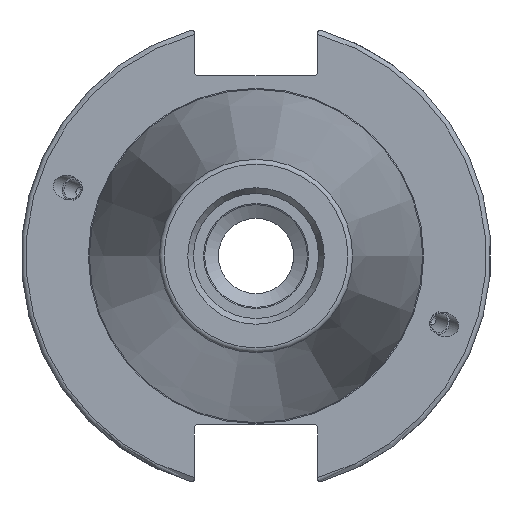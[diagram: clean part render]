
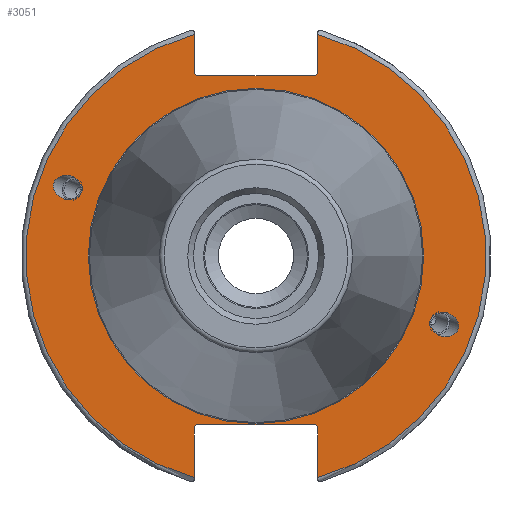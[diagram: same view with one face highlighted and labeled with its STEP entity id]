
A CAD part, left-side view. The second image highlights one B-rep face of the part: STEP entity #3051.
In plain terms, the highlighted planar face has unit normal (-1, 0, 0).
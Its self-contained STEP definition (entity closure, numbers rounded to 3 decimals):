
#49=ELLIPSE('',#3309,3.052,2.5);
#50=ELLIPSE('',#3348,3.052,2.5);
#86=PLANE('',#3367);
#184=FACE_BOUND('',#516,.T.);
#185=FACE_BOUND('',#517,.T.);
#186=FACE_BOUND('',#518,.T.);
#331=FACE_OUTER_BOUND('',#515,.T.);
#515=EDGE_LOOP('',(#2278,#2279,#2280,#2281,#2282,#2283,#2284,#2285,#2286,
#2287,#2288,#2289));
#516=EDGE_LOOP('',(#2290));
#517=EDGE_LOOP('',(#2291));
#518=EDGE_LOOP('',(#2292,#2293));
#700=LINE('',#5176,#886);
#701=LINE('',#5178,#887);
#702=LINE('',#5180,#888);
#703=LINE('',#5182,#889);
#704=LINE('',#5184,#890);
#705=LINE('',#5188,#891);
#706=LINE('',#5190,#892);
#707=LINE('',#5192,#893);
#708=LINE('',#5194,#894);
#709=LINE('',#5195,#895);
#886=VECTOR('',#3897,10.);
#887=VECTOR('',#3898,10.);
#888=VECTOR('',#3899,10.);
#889=VECTOR('',#3900,10.);
#890=VECTOR('',#3901,10.);
#891=VECTOR('',#3904,10.);
#892=VECTOR('',#3905,10.);
#893=VECTOR('',#3906,10.);
#894=VECTOR('',#3907,10.);
#895=VECTOR('',#3908,10.);
#1103=CIRCLE('',#3363,35.125);
#1104=CIRCLE('',#3364,35.125);
#1107=CIRCLE('',#3368,48.213);
#1108=CIRCLE('',#3369,48.213);
#1278=VERTEX_POINT('',#4866);
#1321=VERTEX_POINT('',#5135);
#1330=VERTEX_POINT('',#5163);
#1331=VERTEX_POINT('',#5165);
#1333=VERTEX_POINT('',#5172);
#1334=VERTEX_POINT('',#5173);
#1335=VERTEX_POINT('',#5175);
#1336=VERTEX_POINT('',#5177);
#1337=VERTEX_POINT('',#5179);
#1338=VERTEX_POINT('',#5181);
#1339=VERTEX_POINT('',#5183);
#1340=VERTEX_POINT('',#5185);
#1341=VERTEX_POINT('',#5187);
#1342=VERTEX_POINT('',#5189);
#1343=VERTEX_POINT('',#5191);
#1344=VERTEX_POINT('',#5193);
#1618=EDGE_CURVE('',#1278,#1278,#49,.T.);
#1674=EDGE_CURVE('',#1321,#1321,#50,.T.);
#1687=EDGE_CURVE('',#1330,#1331,#1103,.T.);
#1688=EDGE_CURVE('',#1331,#1330,#1104,.T.);
#1691=EDGE_CURVE('',#1333,#1334,#1107,.T.);
#1692=EDGE_CURVE('',#1333,#1335,#700,.T.);
#1693=EDGE_CURVE('',#1336,#1335,#701,.T.);
#1694=EDGE_CURVE('',#1336,#1337,#702,.T.);
#1695=EDGE_CURVE('',#1338,#1337,#703,.T.);
#1696=EDGE_CURVE('',#1338,#1339,#704,.T.);
#1697=EDGE_CURVE('',#1340,#1339,#1108,.T.);
#1698=EDGE_CURVE('',#1340,#1341,#705,.T.);
#1699=EDGE_CURVE('',#1342,#1341,#706,.T.);
#1700=EDGE_CURVE('',#1342,#1343,#707,.T.);
#1701=EDGE_CURVE('',#1344,#1343,#708,.T.);
#1702=EDGE_CURVE('',#1344,#1334,#709,.T.);
#2278=ORIENTED_EDGE('',*,*,#1691,.F.);
#2279=ORIENTED_EDGE('',*,*,#1692,.T.);
#2280=ORIENTED_EDGE('',*,*,#1693,.F.);
#2281=ORIENTED_EDGE('',*,*,#1694,.T.);
#2282=ORIENTED_EDGE('',*,*,#1695,.F.);
#2283=ORIENTED_EDGE('',*,*,#1696,.T.);
#2284=ORIENTED_EDGE('',*,*,#1697,.F.);
#2285=ORIENTED_EDGE('',*,*,#1698,.T.);
#2286=ORIENTED_EDGE('',*,*,#1699,.F.);
#2287=ORIENTED_EDGE('',*,*,#1700,.T.);
#2288=ORIENTED_EDGE('',*,*,#1701,.F.);
#2289=ORIENTED_EDGE('',*,*,#1702,.T.);
#2290=ORIENTED_EDGE('',*,*,#1618,.T.);
#2291=ORIENTED_EDGE('',*,*,#1674,.T.);
#2292=ORIENTED_EDGE('',*,*,#1688,.F.);
#2293=ORIENTED_EDGE('',*,*,#1687,.F.);
#3051=ADVANCED_FACE('',(#331,#184,#185,#186),#86,.T.);
#3309=AXIS2_PLACEMENT_3D('',#4868,#3757,#3758);
#3348=AXIS2_PLACEMENT_3D('',#5137,#3851,#3852);
#3363=AXIS2_PLACEMENT_3D('',#5166,#3885,#3886);
#3364=AXIS2_PLACEMENT_3D('',#5167,#3887,#3888);
#3367=AXIS2_PLACEMENT_3D('',#5171,#3893,#3894);
#3368=AXIS2_PLACEMENT_3D('',#5174,#3895,#3896);
#3369=AXIS2_PLACEMENT_3D('',#5186,#3902,#3903);
#3757=DIRECTION('center_axis',(1.,0.,0.));
#3758=DIRECTION('ref_axis',(0.,-0.94,-0.342));
#3851=DIRECTION('center_axis',(1.,0.,0.));
#3852=DIRECTION('ref_axis',(0.,0.94,0.342));
#3885=DIRECTION('center_axis',(-1.,0.,0.));
#3886=DIRECTION('ref_axis',(0.,-1.,0.));
#3887=DIRECTION('center_axis',(-1.,0.,0.));
#3888=DIRECTION('ref_axis',(0.,-1.,0.));
#3893=DIRECTION('center_axis',(-1.,0.,0.));
#3894=DIRECTION('ref_axis',(0.,0.,1.));
#3895=DIRECTION('center_axis',(1.,0.,0.));
#3896=DIRECTION('ref_axis',(0.,-1.,0.));
#3897=DIRECTION('',(0.,0.,-1.));
#3898=DIRECTION('',(0.,-0.707,0.707));
#3899=DIRECTION('',(0.,1.,0.));
#3900=DIRECTION('',(0.,-0.707,-0.707));
#3901=DIRECTION('',(0.,0.,1.));
#3902=DIRECTION('center_axis',(1.,0.,0.));
#3903=DIRECTION('ref_axis',(0.,1.,0.));
#3904=DIRECTION('',(0.,0.,1.));
#3905=DIRECTION('',(0.,0.707,-0.707));
#3906=DIRECTION('',(0.,-1.,0.));
#3907=DIRECTION('',(0.,0.707,0.707));
#3908=DIRECTION('',(0.,0.,-1.));
#4866=CARTESIAN_POINT('',(3.175,-36.599,-13.321));
#4868=CARTESIAN_POINT('Origin',(3.175,-39.467,-14.365));
#5135=CARTESIAN_POINT('',(3.175,36.599,13.321));
#5137=CARTESIAN_POINT('Origin',(3.175,39.467,14.365));
#5163=CARTESIAN_POINT('',(3.175,0.,35.125));
#5165=CARTESIAN_POINT('',(3.175,35.125,0.));
#5166=CARTESIAN_POINT('Origin',(3.175,0.,0.));
#5167=CARTESIAN_POINT('Origin',(3.175,0.,0.));
#5171=CARTESIAN_POINT('Origin',(3.175,49.213,0.));
#5172=CARTESIAN_POINT('',(3.175,-12.95,46.441));
#5173=CARTESIAN_POINT('',(3.175,-12.95,-46.441));
#5174=CARTESIAN_POINT('Origin',(3.175,0.,0.));
#5175=CARTESIAN_POINT('',(3.175,-12.95,38.219));
#5176=CARTESIAN_POINT('',(3.175,-12.95,18.86));
#5177=CARTESIAN_POINT('',(3.175,-12.45,37.719));
#5178=CARTESIAN_POINT('',(3.175,12.27,12.999));
#5179=CARTESIAN_POINT('',(3.175,12.45,37.719));
#5180=CARTESIAN_POINT('',(3.175,24.606,37.719));
#5181=CARTESIAN_POINT('',(3.175,12.95,38.219));
#5182=CARTESIAN_POINT('',(3.175,12.336,37.605));
#5183=CARTESIAN_POINT('',(3.175,12.95,46.441));
#5184=CARTESIAN_POINT('',(3.175,12.95,18.86));
#5185=CARTESIAN_POINT('',(3.175,12.95,-46.441));
#5186=CARTESIAN_POINT('Origin',(3.175,0.,0.));
#5187=CARTESIAN_POINT('',(3.175,12.95,-35.806));
#5188=CARTESIAN_POINT('',(3.175,12.95,-17.653));
#5189=CARTESIAN_POINT('',(3.175,12.45,-35.306));
#5190=CARTESIAN_POINT('',(3.175,12.939,-35.795));
#5191=CARTESIAN_POINT('',(3.175,-12.45,-35.306));
#5192=CARTESIAN_POINT('',(3.175,24.606,-35.306));
#5193=CARTESIAN_POINT('',(3.175,-12.95,-35.806));
#5194=CARTESIAN_POINT('',(3.175,11.667,-11.189));
#5195=CARTESIAN_POINT('',(3.175,-12.95,-17.653));
